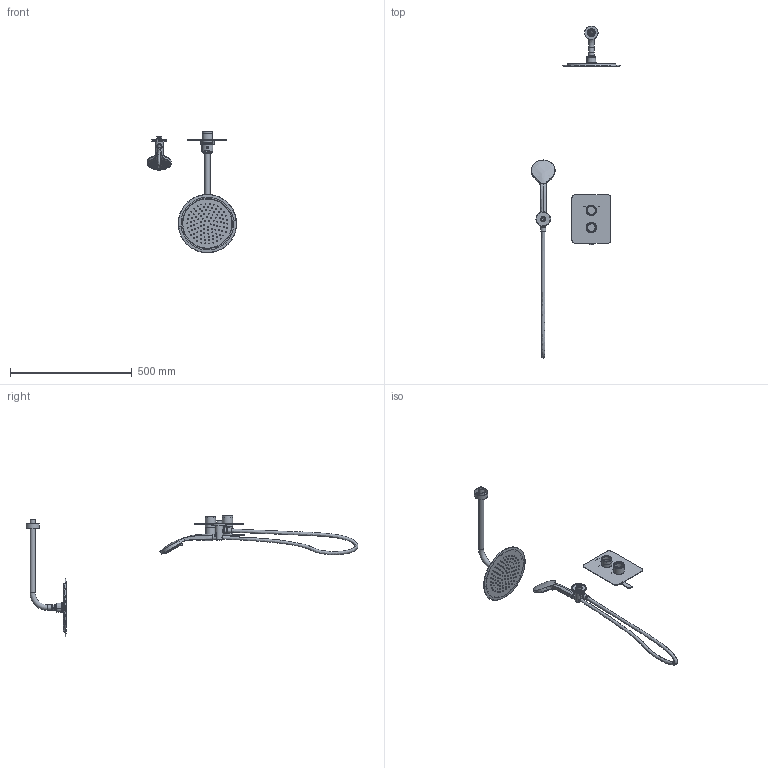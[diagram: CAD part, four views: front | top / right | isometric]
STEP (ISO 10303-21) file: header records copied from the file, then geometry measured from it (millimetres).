
FILE_DESCRIPTION (( 'STEP AP203' ), '1' );
FILE_NAME ('94DP03675.STEP', '2020-06-25T05:42:11', ( '' ), ( '' ), 'SwSTEP 2.0', 'SolidWorks 2018', '' );
FILE_SCHEMA (( 'CONFIG_CONTROL_DESIGN' ));
Products named in the file (1): 94DP03675
Bounding box: 365.4 x 1361.08 x 498.1 mm (x, y, z)
Volume: 1029944.5 mm3; surface area: 386815.2 mm2
Topology: 15 solids, 15 shells, 1406 faces, 2837 edges, 1801 vertices
Faces by surface type: plane 410, cylinder 393, torus 329, cone 234, bspline 35, sphere 5
Full cylindrical faces by diameter (mm): 2 x9, 2.3 x1, 4 x69, 6.2 x1, 6.8 x1, 8.9 x1, 9.5 x1, 10.5 x1, 12.8 x2, 13.4 x1, 14 x1, 15 x4, 17.7 x1, 18 x2, 18.1 x1, 18.3 x1, 18.5 x1, 18.632 x1, 18.7 x1, 20.3 x1, 20.6 x1, 20.8 x1, 20.932 x1, 21 x6, 22 x2, 22.7 x1, 25.6 x1, 28.6 x1, 31 x2, 31.6 x1
Entity records: 43792 total; most frequent: CARTESIAN_POINT 14659, DIRECTION 6803, ORIENTED_EDGE 5016, AXIS2_PLACEMENT_3D 3114, EDGE_CURVE 2508, EDGE_LOOP 2003, CIRCLE 1743, VERTEX_POINT 1711
